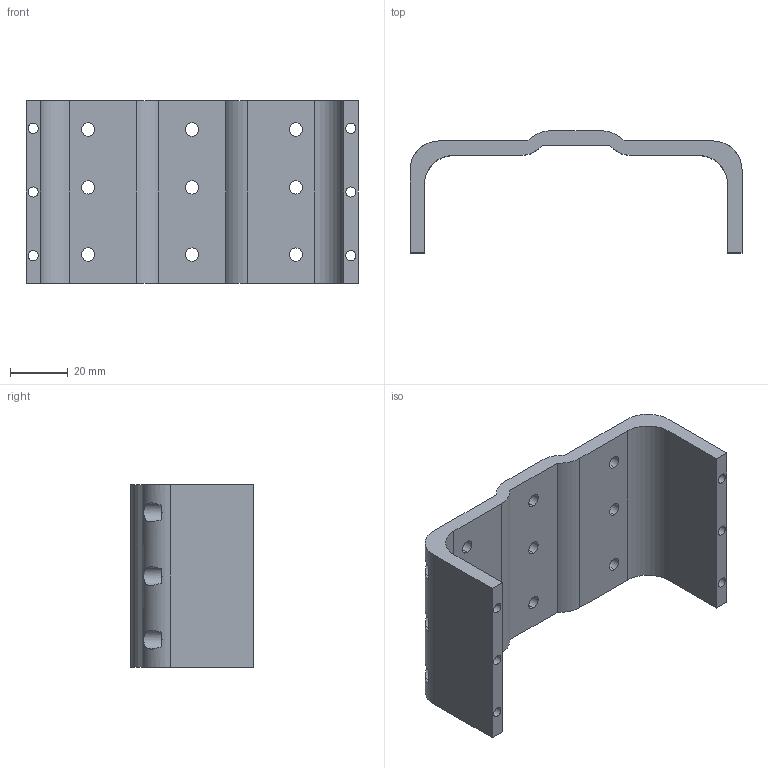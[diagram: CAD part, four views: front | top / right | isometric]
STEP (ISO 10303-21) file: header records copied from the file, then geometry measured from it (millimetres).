
FILE_DESCRIPTION (( 'STEP AP214' ), '1' );
FILE_NAME ('Lid (dual sport).STEP', '2024-10-30T20:11:49', ( '' ), ( '' ), 'SwSTEP 2.0', 'SolidWorks 2022', '' );
FILE_SCHEMA (( 'AUTOMOTIVE_DESIGN' ));
Length unit declared in the file: millimetre
Products named in the file (1): Lid (dual sport)
Bounding box: 114.8 x 42.2 x 63.2 mm (x, y, z)
Volume: 54511 mm3; surface area: 27267.2 mm2
Topology: 1 solids, 1 shells, 76 faces, 204 edges, 136 vertices
Faces by surface type: cylinder 56, plane 20
Entity records: 2738 total; most frequent: CARTESIAN_POINT 675, DIRECTION 434, ORIENTED_EDGE 408, EDGE_CURVE 204, AXIS2_PLACEMENT_3D 171, VERTEX_POINT 136, EDGE_LOOP 112, CIRCLE 94
